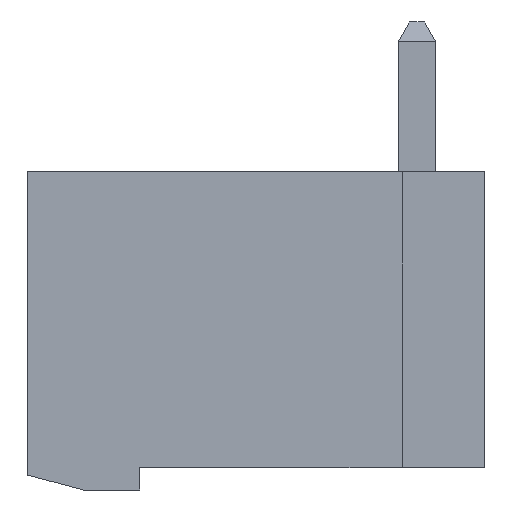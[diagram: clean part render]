
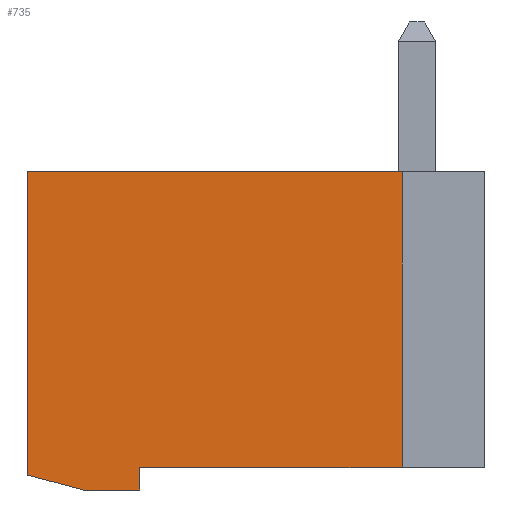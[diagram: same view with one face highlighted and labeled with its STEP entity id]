
A CAD part, front view. The second image highlights one B-rep face of the part: STEP entity #735.
In plain terms, the highlighted planar face has unit normal (0, -1, 0).
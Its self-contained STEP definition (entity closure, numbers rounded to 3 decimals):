
#735 = ADVANCED_FACE( '', ( #1636 ), #1637, .F. );
#1636 = FACE_OUTER_BOUND( '', #2704, .T. );
#1637 = PLANE( '', #2705 );
#2704 = EDGE_LOOP( '', ( #4874, #4875, #4876, #4877, #4878, #4879, #4880 ) );
#2705 = AXIS2_PLACEMENT_3D( '', #4881, #4882, #4883 );
#4874 = ORIENTED_EDGE( '', *, *, #6569, .T. );
#4875 = ORIENTED_EDGE( '', *, *, #6868, .T. );
#4876 = ORIENTED_EDGE( '', *, *, #7040, .T. );
#4877 = ORIENTED_EDGE( '', *, *, #7158, .T. );
#4878 = ORIENTED_EDGE( '', *, *, #7163, .T. );
#4879 = ORIENTED_EDGE( '', *, *, #6587, .T. );
#4880 = ORIENTED_EDGE( '', *, *, #6885, .T. );
#4881 = CARTESIAN_POINT( '', ( -6.6, -5., 119.8 ) );
#4882 = DIRECTION( '', ( 0., 1., 0. ) );
#4883 = DIRECTION( '', ( 1., 0., 0. ) );
#6569 = EDGE_CURVE( '', #7922, #7979, #7981, .T. );
#6587 = EDGE_CURVE( '', #8004, #8009, #8011, .T. );
#6868 = EDGE_CURVE( '', #7979, #8445, #8446, .T. );
#6885 = EDGE_CURVE( '', #8009, #7922, #8470, .T. );
#7040 = EDGE_CURVE( '', #8445, #8705, #8707, .T. );
#7158 = EDGE_CURVE( '', #8705, #8859, #8861, .T. );
#7163 = EDGE_CURVE( '', #8859, #8004, #8867, .T. );
#7922 = VERTEX_POINT( '', #9867 );
#7979 = VERTEX_POINT( '', #9954 );
#7981 = LINE( '', #9957, #9958 );
#8004 = VERTEX_POINT( '', #9997 );
#8009 = VERTEX_POINT( '', #10004 );
#8011 = LINE( '', #10007, #10008 );
#8445 = VERTEX_POINT( '', #10652 );
#8446 = LINE( '', #10653, #10654 );
#8470 = LINE( '', #10690, #10691 );
#8705 = VERTEX_POINT( '', #11040 );
#8707 = LINE( '', #11043, #11044 );
#8859 = VERTEX_POINT( '', #11282 );
#8861 = LINE( '', #11285, #11286 );
#8867 = LINE( '', #11294, #11295 );
#9867 = CARTESIAN_POINT( '', ( -6.6, -5., 120.5 ) );
#9954 = CARTESIAN_POINT( '', ( 0.4, -5., 120.5 ) );
#9957 = CARTESIAN_POINT( '', ( 0.2, -5., 120.5 ) );
#9958 = VECTOR( '', #12108, 1000. );
#9997 = CARTESIAN_POINT( '', ( -8.107, -5., 119.9 ) );
#10004 = CARTESIAN_POINT( '', ( -6.6, -5., 119.9 ) );
#10007 = CARTESIAN_POINT( '', ( -6.6, -5., 119.9 ) );
#10008 = VECTOR( '', #12122, 1000. );
#10652 = CARTESIAN_POINT( '', ( 0.4, -5., 128.4 ) );
#10653 = CARTESIAN_POINT( '', ( 0.4, -5., 128.4 ) );
#10654 = VECTOR( '', #12357, 1000. );
#10690 = CARTESIAN_POINT( '', ( -6.6, -5., 120.3 ) );
#10691 = VECTOR( '', #12370, 1000. );
#11040 = CARTESIAN_POINT( '', ( -9.6, -5., 128.4 ) );
#11043 = CARTESIAN_POINT( '', ( -9.6, -5., 128.4 ) );
#11044 = VECTOR( '', #12498, 1000. );
#11282 = CARTESIAN_POINT( '', ( -9.6, -5., 120.3 ) );
#11285 = CARTESIAN_POINT( '', ( -9.6, -5., 120.2 ) );
#11286 = VECTOR( '', #12610, 1000. );
#11294 = CARTESIAN_POINT( '', ( -8.107, -5., 119.9 ) );
#11295 = VECTOR( '', #12613, 1000. );
#12108 = DIRECTION( '', ( 1., 0., 0. ) );
#12122 = DIRECTION( '', ( 1., 0., 0. ) );
#12357 = DIRECTION( '', ( 0., 0., 1. ) );
#12370 = DIRECTION( '', ( 0., 0., 1. ) );
#12498 = DIRECTION( '', ( -1., 0., 0. ) );
#12610 = DIRECTION( '', ( 0., 0., -1. ) );
#12613 = DIRECTION( '', ( 0.966, 0., -0.259 ) );
